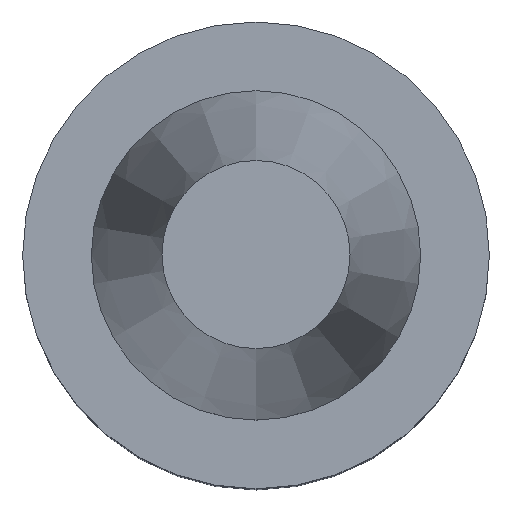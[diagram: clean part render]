
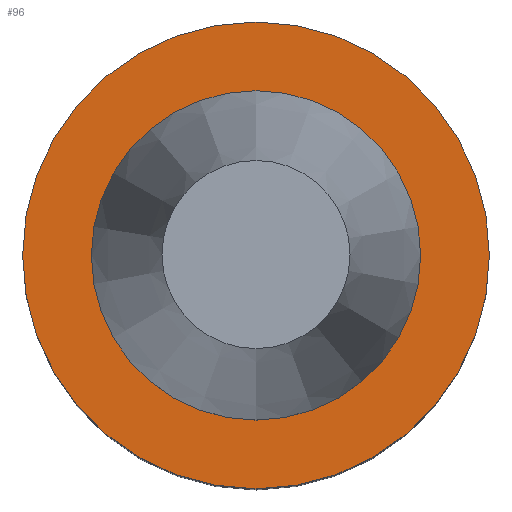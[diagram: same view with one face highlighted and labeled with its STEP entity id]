
A CAD part, top view. The second image highlights one B-rep face of the part: STEP entity #96.
In plain terms, the highlighted planar face has unit normal (0, 0, 1).
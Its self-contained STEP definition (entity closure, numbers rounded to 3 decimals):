
#93=EDGE_CURVE('Unnamed[1]',#199,#199,#200,.T.);
#96=ADVANCED_FACE('Unnamed[1]',(#203,#204),#205,.T.);
#114=EDGE_CURVE('Unnamed[1]',#231,#231,#232,.T.);
#199=VERTEX_POINT('',#324);
#200=CIRCLE('',#325,31.5);
#203=FACE_OUTER_BOUND('',#329,.T.);
#204=FACE_BOUND('',#330,.T.);
#205=PLANE('',#331);
#231=VERTEX_POINT('',#364);
#232=CIRCLE('',#365,22.225);
#324=CARTESIAN_POINT('',(0.,31.5,-1.));
#325=AXIS2_PLACEMENT_3D('',#440,#441,#442);
#329=EDGE_LOOP('',(#444));
#330=EDGE_LOOP('',(#445));
#331=AXIS2_PLACEMENT_3D('',#446,#447,#448);
#364=CARTESIAN_POINT('',(0.,22.225,-1.));
#365=AXIS2_PLACEMENT_3D('',#477,#478,#479);
#440=CARTESIAN_POINT('',(0.,0.,-1.));
#441=DIRECTION('',(0.,0.,-1.0));
#442=DIRECTION('',(0.,1.0,0.));
#444=ORIENTED_EDGE('',*,*,#93,.F.);
#445=ORIENTED_EDGE('',*,*,#114,.T.);
#446=CARTESIAN_POINT('',(0.,26.862,-1.));
#447=DIRECTION('',(0.,0.,1.0));
#448=DIRECTION('',(0.,-1.0,0.));
#477=CARTESIAN_POINT('',(0.,0.,-1.));
#478=DIRECTION('',(0.,0.,-1.0));
#479=DIRECTION('',(0.,1.0,0.));
